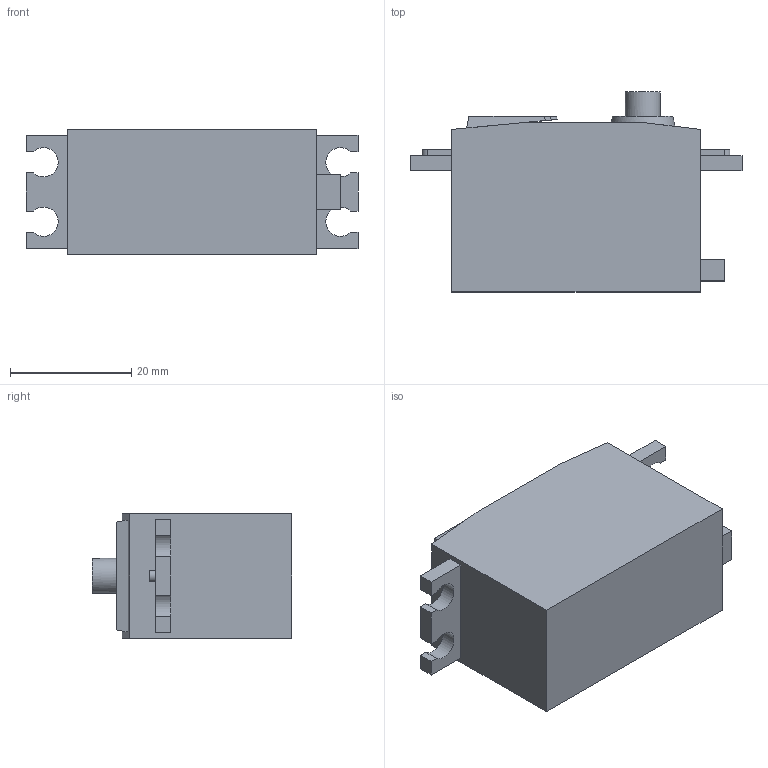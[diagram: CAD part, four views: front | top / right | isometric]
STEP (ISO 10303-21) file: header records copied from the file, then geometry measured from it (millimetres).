
FILE_DESCRIPTION(/* description */ (''),/* implementation_level */ '2;1');
FILE_NAME(/* name */ 'Servo_TGY4409MD.stp',/* time_stamp */ '2014-11-01T15:35:19-04:00',/* author */ ('zzuo'),/* organization */ (''),/* preprocessor_version */ 'ST-DEVELOPER v15.6',/* originating_system */ 'Autodesk Inventor 2015',/* authorisation */ '');
FILE_SCHEMA (('AUTOMOTIVE_DESIGN { 1 0 10303 214 3 1 1 }'));
Length unit declared in the file: millimetre
Products named in the file (1): Servo_TGY4409MD
Bounding box: 54.8 x 33 x 20.5 mm (x, y, z)
Volume: 24282.9 mm3; surface area: 6079.9 mm2
Topology: 2 solids, 3 shells, 65 faces, 168 edges, 111 vertices
Faces by surface type: plane 55, cylinder 7, cone 3
Full cylindrical faces by diameter (mm): 5.8 x1
Entity records: 1948 total; most frequent: CARTESIAN_POINT 338, ORIENTED_EDGE 328, DIRECTION 316, EDGE_CURVE 163, LINE 142, VECTOR 142, VERTEX_POINT 109, AXIS2_PLACEMENT_3D 87
